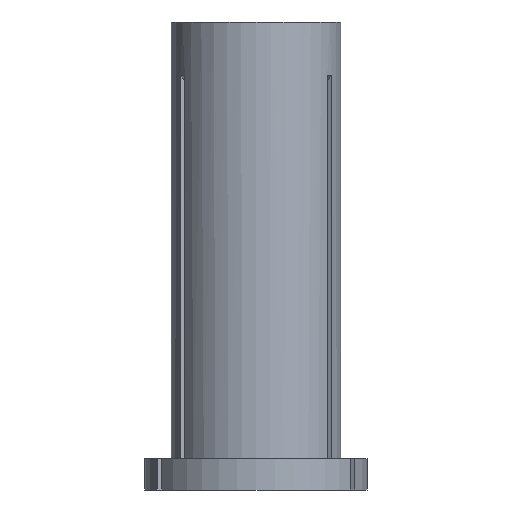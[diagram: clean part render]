
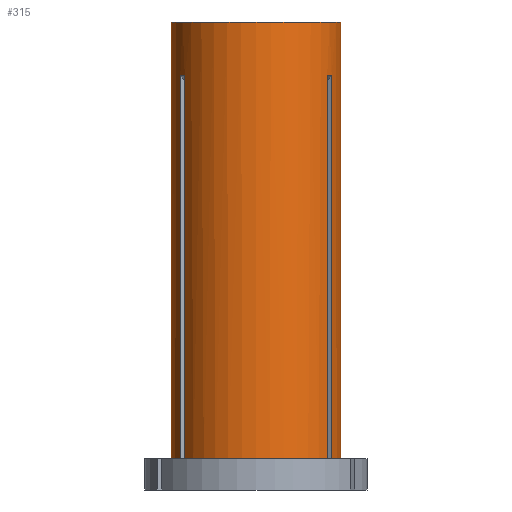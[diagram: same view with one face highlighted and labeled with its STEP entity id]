
A CAD part, front view. The second image highlights one B-rep face of the part: STEP entity #315.
In plain terms, the highlighted cylindrical face has radius 9.525 mm (diameter 19.05 mm), a partial arc.
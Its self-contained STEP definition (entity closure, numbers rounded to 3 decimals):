
#9 = VERTEX_POINT ( 'NONE', #137 ) ;
#26 = CARTESIAN_POINT ( 'NONE',  ( 8.488, -4.323, -6.014 ) ) ;
#31 = CARTESIAN_POINT ( 'NONE',  ( -8.078, -5.05, -6.005 ) ) ;
#43 = CIRCLE ( 'NONE', #351, 9.525 ) ;
#93 = ORIENTED_EDGE ( 'NONE', *, *, #532, .T. ) ;
#98 = AXIS2_PLACEMENT_3D ( 'NONE', #1113, #245, #171 ) ;
#101 = EDGE_CURVE ( 'NONE', #578, #534, #1022, .T. ) ;
#133 = LINE ( 'NONE', #779, #842 ) ;
#134 = EDGE_CURVE ( 'NONE', #737, #920, #864, .T. ) ;
#137 = CARTESIAN_POINT ( 'NONE',  ( -9.525, 0., 0. ) ) ;
#143 = ORIENTED_EDGE ( 'NONE', *, *, #134, .T. ) ;
#153 = DIRECTION ( 'NONE',  ( 1., 0., 0. ) ) ;
#171 = DIRECTION ( 'NONE',  ( 1., 0., 0. ) ) ;
#181 = CARTESIAN_POINT ( 'NONE',  ( -7.988, -5.189, 0. ) ) ;
#184 = VERTEX_POINT ( 'NONE', #589 ) ;
#209 = CARTESIAN_POINT ( 'NONE',  ( -8.488, -4.323, -6.014 ) ) ;
#212 = CARTESIAN_POINT ( 'NONE',  ( 7.988, -5.189, -6.014 ) ) ;
#226 = CARTESIAN_POINT ( 'NONE',  ( -7.988, -5.189, -6.014 ) ) ;
#235 = DIRECTION ( 'NONE',  ( 0., 0., 1. ) ) ;
#245 = DIRECTION ( 'NONE',  ( 0., 0., 1. ) ) ;
#252 = DIRECTION ( 'NONE',  ( 0., 0., 1. ) ) ;
#255 = ORIENTED_EDGE ( 'NONE', *, *, #333, .F. ) ;
#263 = VECTOR ( 'NONE', #793, 1000. ) ;
#268 = CARTESIAN_POINT ( 'NONE',  ( 9.525, 0., 0. ) ) ;
#272 = AXIS2_PLACEMENT_3D ( 'NONE', #696, #252, #347 ) ;
#279 = VECTOR ( 'NONE', #700, 1000. ) ;
#283 = CARTESIAN_POINT ( 'NONE',  ( -8.165, -4.909, -6. ) ) ;
#287 = CARTESIAN_POINT ( 'NONE',  ( -8.488, -4.323, -6.014 ) ) ;
#296 = EDGE_CURVE ( 'NONE', #804, #508, #314, .T. ) ;
#301 = CARTESIAN_POINT ( 'NONE',  ( -8.488, -4.323, -49. ) ) ;
#303 = FACE_OUTER_BOUND ( 'NONE', #1040, .T. ) ;
#305 = CARTESIAN_POINT ( 'NONE',  ( 8.488, -4.323, -49. ) ) ;
#314 = LINE ( 'NONE', #181, #892 ) ;
#315 = ADVANCED_FACE ( 'NONE', ( #303 ), #740, .T. ) ;
#333 = EDGE_CURVE ( 'NONE', #578, #9, #733, .T. ) ;
#347 = DIRECTION ( 'NONE',  ( 1., 0., 0. ) ) ;
#351 = AXIS2_PLACEMENT_3D ( 'NONE', #1017, #235, #668 ) ;
#354 = CARTESIAN_POINT ( 'NONE',  ( -9.525, 0., 0. ) ) ;
#357 = DIRECTION ( 'NONE',  ( 0., 0., 1. ) ) ;
#363 = ORIENTED_EDGE ( 'NONE', *, *, #1073, .F. ) ;
#378 = CARTESIAN_POINT ( 'NONE',  ( 8.252, -4.765, -5.995 ) ) ;
#387 = DIRECTION ( 'NONE',  ( 1., 0., 0. ) ) ;
#396 = CARTESIAN_POINT ( 'NONE',  ( 0., 0., -49. ) ) ;
#409 = EDGE_CURVE ( 'NONE', #809, #497, #525, .T. ) ;
#450 = CARTESIAN_POINT ( 'NONE',  ( 7.988, -5.189, -6.014 ) ) ;
#455 = VECTOR ( 'NONE', #757, 1000. ) ;
#481 = ORIENTED_EDGE ( 'NONE', *, *, #650, .F. ) ;
#487 = B_SPLINE_CURVE_WITH_KNOTS ( 'NONE', 3,
 ( #450, #895, #378, #807, #26 ),
 .UNSPECIFIED., .F., .F.,
 ( 4, 1, 4 ),
 ( 0.072, 0.072, 0.073 ),
 .UNSPECIFIED. ) ;
#490 = DIRECTION ( 'NONE',  ( 0., 0., 1. ) ) ;
#493 = DIRECTION ( 'NONE',  ( 0., 0., 1. ) ) ;
#497 = VERTEX_POINT ( 'NONE', #212 ) ;
#508 = VERTEX_POINT ( 'NONE', #226 ) ;
#515 = DIRECTION ( 'NONE',  ( 0., 0., 1. ) ) ;
#525 = LINE ( 'NONE', #1053, #263 ) ;
#532 = EDGE_CURVE ( 'NONE', #907, #737, #805, .T. ) ;
#534 = VERTEX_POINT ( 'NONE', #301 ) ;
#537 = ORIENTED_EDGE ( 'NONE', *, *, #629, .T. ) ;
#548 = CARTESIAN_POINT ( 'NONE',  ( 7.988, -5.189, -49. ) ) ;
#572 = B_SPLINE_CURVE_WITH_KNOTS ( 'NONE', 3,
 ( #287, #1084, #903, #283, #31, #989 ),
 .UNSPECIFIED., .F., .F.,
 ( 4, 2, 4 ),
 ( 0.066, 0.067, 0.067 ),
 .UNSPECIFIED. ) ;
#578 = VERTEX_POINT ( 'NONE', #823 ) ;
#589 = CARTESIAN_POINT ( 'NONE',  ( 8.488, -4.323, -6.014 ) ) ;
#601 = CIRCLE ( 'NONE', #622, 9.525 ) ;
#609 = DIRECTION ( 'NONE',  ( 0., 0., 1. ) ) ;
#622 = AXIS2_PLACEMENT_3D ( 'NONE', #674, #493, #153 ) ;
#629 = EDGE_CURVE ( 'NONE', #804, #809, #43, .T. ) ;
#650 = EDGE_CURVE ( 'NONE', #9, #920, #601, .T. ) ;
#668 = DIRECTION ( 'NONE',  ( 1., 0., 0. ) ) ;
#674 = CARTESIAN_POINT ( 'NONE',  ( 0., 0., 0. ) ) ;
#681 = ORIENTED_EDGE ( 'NONE', *, *, #296, .F. ) ;
#696 = CARTESIAN_POINT ( 'NONE',  ( 0., 0., 0. ) ) ;
#700 = DIRECTION ( 'NONE',  ( 0., 0., 1. ) ) ;
#708 = EDGE_CURVE ( 'NONE', #534, #853, #133, .T. ) ;
#722 = ORIENTED_EDGE ( 'NONE', *, *, #708, .T. ) ;
#733 = LINE ( 'NONE', #354, #279 ) ;
#737 = VERTEX_POINT ( 'NONE', #874 ) ;
#740 = CYLINDRICAL_SURFACE ( 'NONE', #272, 9.525 ) ;
#757 = DIRECTION ( 'NONE',  ( 0., 0., 1. ) ) ;
#779 = CARTESIAN_POINT ( 'NONE',  ( -8.488, -4.323, 0. ) ) ;
#793 = DIRECTION ( 'NONE',  ( 0., 0., 1. ) ) ;
#804 = VERTEX_POINT ( 'NONE', #963 ) ;
#805 = CIRCLE ( 'NONE', #873, 9.525 ) ;
#807 = CARTESIAN_POINT ( 'NONE',  ( 8.412, -4.472, -6.005 ) ) ;
#809 = VERTEX_POINT ( 'NONE', #548 ) ;
#820 = EDGE_CURVE ( 'NONE', #497, #184, #487, .T. ) ;
#823 = CARTESIAN_POINT ( 'NONE',  ( -9.525, 0., -49. ) ) ;
#827 = LINE ( 'NONE', #1112, #455 ) ;
#842 = VECTOR ( 'NONE', #357, 1000. ) ;
#853 = VERTEX_POINT ( 'NONE', #209 ) ;
#864 = LINE ( 'NONE', #928, #955 ) ;
#873 = AXIS2_PLACEMENT_3D ( 'NONE', #396, #490, #387 ) ;
#874 = CARTESIAN_POINT ( 'NONE',  ( 9.525, 0., -49. ) ) ;
#884 = ORIENTED_EDGE ( 'NONE', *, *, #101, .T. ) ;
#892 = VECTOR ( 'NONE', #609, 1000. ) ;
#895 = CARTESIAN_POINT ( 'NONE',  ( 8.078, -5.049, -6.005 ) ) ;
#903 = CARTESIAN_POINT ( 'NONE',  ( -8.332, -4.619, -6. ) ) ;
#907 = VERTEX_POINT ( 'NONE', #305 ) ;
#920 = VERTEX_POINT ( 'NONE', #268 ) ;
#928 = CARTESIAN_POINT ( 'NONE',  ( 9.525, 0., 0. ) ) ;
#955 = VECTOR ( 'NONE', #515, 1000. ) ;
#963 = CARTESIAN_POINT ( 'NONE',  ( -7.988, -5.189, -49. ) ) ;
#984 = ORIENTED_EDGE ( 'NONE', *, *, #1000, .T. ) ;
#989 = CARTESIAN_POINT ( 'NONE',  ( -7.988, -5.189, -6.014 ) ) ;
#1000 = EDGE_CURVE ( 'NONE', #853, #508, #572, .T. ) ;
#1017 = CARTESIAN_POINT ( 'NONE',  ( 0., 0., -49. ) ) ;
#1022 = CIRCLE ( 'NONE', #98, 9.525 ) ;
#1040 = EDGE_LOOP ( 'NONE', ( #255, #884, #722, #984, #681, #537, #1126, #1093, #363, #93, #143, #481 ) ) ;
#1053 = CARTESIAN_POINT ( 'NONE',  ( 7.988, -5.189, 0. ) ) ;
#1073 = EDGE_CURVE ( 'NONE', #907, #184, #827, .T. ) ;
#1084 = CARTESIAN_POINT ( 'NONE',  ( -8.412, -4.471, -6.005 ) ) ;
#1093 = ORIENTED_EDGE ( 'NONE', *, *, #820, .T. ) ;
#1112 = CARTESIAN_POINT ( 'NONE',  ( 8.488, -4.323, 0. ) ) ;
#1113 = CARTESIAN_POINT ( 'NONE',  ( 0., 0., -49. ) ) ;
#1126 = ORIENTED_EDGE ( 'NONE', *, *, #409, .T. ) ;
